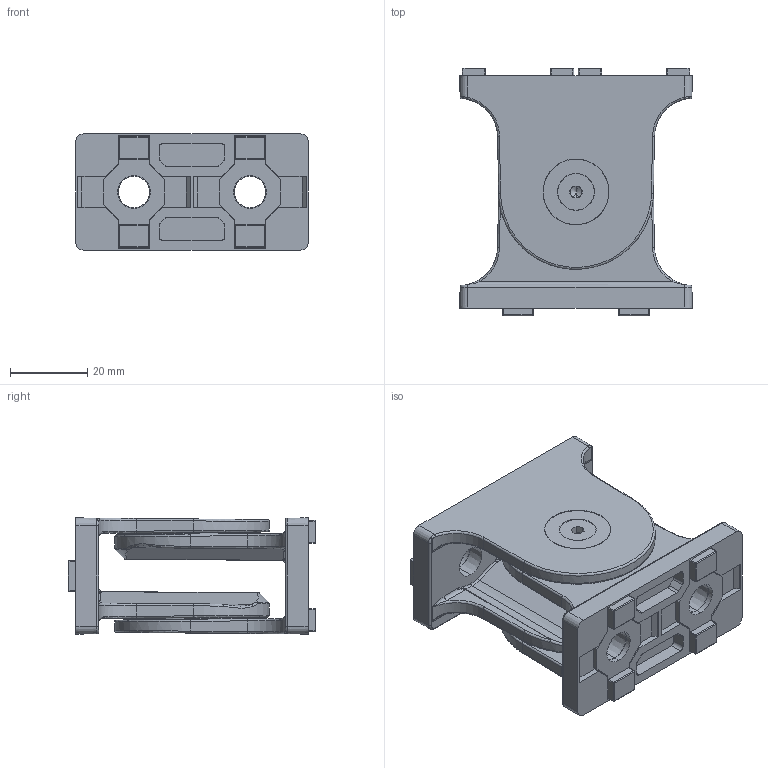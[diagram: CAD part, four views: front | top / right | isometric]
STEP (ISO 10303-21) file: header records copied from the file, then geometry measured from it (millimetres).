
FILE_DESCRIPTION (( 'STEP AP214' ), '1' );
FILE_NAME ('new products093ga3060an08.step', '2017-09-27T09:55:01', ( '' ), ( '' ), 'SwSTEP 2.0', 'SolidWorks 2017', '' );
FILE_SCHEMA (( 'AUTOMOTIVE_DESIGN' ));
Length unit declared in the file: millimetre
Products named in the file (6): 093GA3060R01; 093GR40_093GR41; 093gr44_093GR45; Countersunk head screw ISO 10642 - M5x10_ISO 10642 - M5 ; new products093ga3060an08; 093GR39
Assembly tree (12 placements, depth 2):
  new products093ga3060an08
    093GA3060R01  x2
    093GR40_093GR41  x2
    093GR39  x2
    093gr44_093GR45  x4
    Countersunk head screw ISO 10642 - M5x10_ISO 10642 - M5   x2
Bounding box: 60 x 64 x 30 mm (x, y, z)
Volume: 46574.3 mm3; surface area: 29985.9 mm2
Topology: 12 solids, 12 shells, 1060 faces, 2586 edges, 1506 vertices
Faces by surface type: cylinder 350, plane 338, bspline 168, sphere 80, torus 70, cone 54
Entity records: 15701 total; most frequent: CARTESIAN_POINT 5085, ORIENTED_EDGE 2254, DIRECTION 2097, EDGE_CURVE 1127, AXIS2_PLACEMENT_3D 795, VERTEX_POINT 673, LINE 507, VECTOR 507
